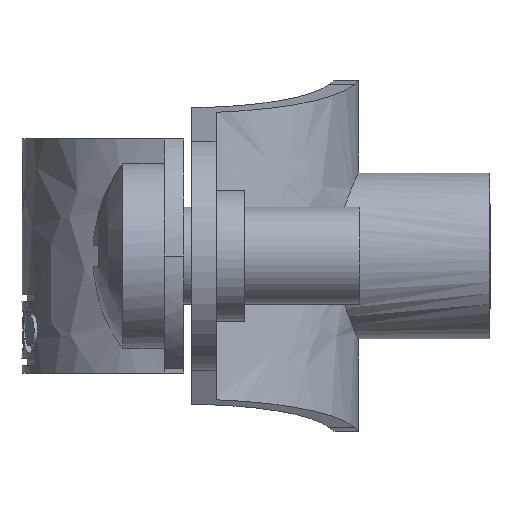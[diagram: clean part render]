
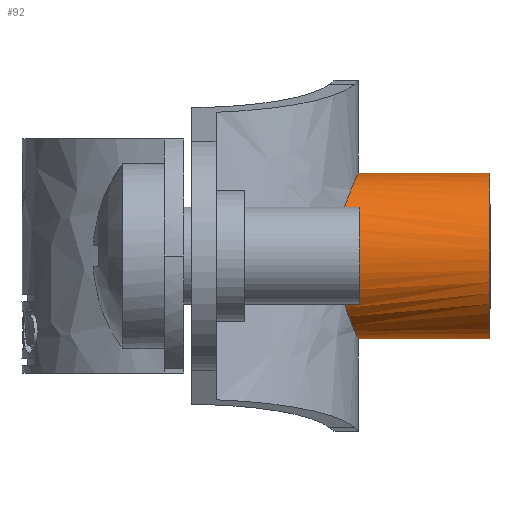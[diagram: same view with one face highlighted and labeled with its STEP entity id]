
A CAD part, left-side view. The second image highlights one B-rep face of the part: STEP entity #92.
In plain terms, the highlighted free-form (B-spline) face has degree [2, 1] with [5, 2] control points.
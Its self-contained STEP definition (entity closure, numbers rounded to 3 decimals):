
#92=ADVANCED_FACE('',(#312),#3486,.T.);
#312=FACE_OUTER_BOUND('',#539,.T.);
#539=EDGE_LOOP('',(#944,#945,#946,#947));
#944=ORIENTED_EDGE('',*,*,#1991,.F.);
#945=ORIENTED_EDGE('',*,*,#1993,.T.);
#946=ORIENTED_EDGE('',*,*,#1992,.T.);
#947=ORIENTED_EDGE('',*,*,#1990,.T.);
#1990=EDGE_CURVE('',#3123,#3064,#2537,.T.);
#1991=EDGE_CURVE('',#3075,#3064,#2860,.T.);
#1992=EDGE_CURVE('',#3074,#3123,#2861,.T.);
#1993=EDGE_CURVE('',#3075,#3074,#2862,.T.);
#2537=B_SPLINE_CURVE_WITH_KNOTS('',3,(#6984,#6985,#6986,#6987,#6988,#6989,
#6990,#6991,#6992,#6993,#6994,#6995,#6996,#6997,#6998,#6999,#7000,#7001,
#7002,#7003,#7004,#7005,#7006,#7007,#7008,#7009,#7010,#7011,#7012,#7013,
#7014,#7015,#7016,#7017,#7018,#7019,#7020,#7021,#7022,#7023,#7024,#7025,
#7026,#7027,#7028,#7029,#7030,#7031,#7032,#7033,#7034,#7035,#7036,#7037,
#7038,#7039,#7040,#7041,#7042,#7043,#7044,#7045,#7046,#7047,#7048,#7049,
#7050,#7051,#7052,#7053,#7054,#7055,#7056,#7057,#7058,#7059,#7060,#7061,
#7062,#7063,#7064,#7065),.UNSPECIFIED.,.F.,.F.,(4,2,2,2,2,2,2,2,2,2,2,2,
2,2,2,2,2,2,2,2,2,2,2,2,2,2,2,2,2,2,2,2,2,2,2,2,2,2,2,2,4),(0.,0.053,
0.106,0.159,0.212,0.319,
0.425,0.531,0.637,0.85,
1.062,1.275,1.7,2.125,2.549,
2.974,3.399,4.249,5.099,5.949,
6.799,7.648,8.498,9.348,10.198,
10.623,11.048,11.473,11.898,12.322,
12.535,12.747,12.96,13.066,13.172,
13.279,13.385,13.438,13.491,13.544,
13.597),.UNSPECIFIED.);
#2860=(
BOUNDED_CURVE()
B_SPLINE_CURVE(1,(#7066,#7067),.UNSPECIFIED.,.F.,.F.)
B_SPLINE_CURVE_WITH_KNOTS((2,2),(0.,6.75),.UNSPECIFIED.)
CURVE()
GEOMETRIC_REPRESENTATION_ITEM()
RATIONAL_B_SPLINE_CURVE((1.,1.))
REPRESENTATION_ITEM('')
);
#2861=(
BOUNDED_CURVE()
B_SPLINE_CURVE(1,(#7068,#7069),.UNSPECIFIED.,.F.,.F.)
B_SPLINE_CURVE_WITH_KNOTS((2,2),(0.,6.75),.UNSPECIFIED.)
CURVE()
GEOMETRIC_REPRESENTATION_ITEM()
RATIONAL_B_SPLINE_CURVE((1.,1.))
REPRESENTATION_ITEM('')
);
#2862=(
BOUNDED_CURVE()
B_SPLINE_CURVE(2,(#7070,#7071,#7072,#7073,#7074),.UNSPECIFIED.,.F.,.F.)
B_SPLINE_CURVE_WITH_KNOTS((3,2,3),(0.,6.676,13.352),
 .UNSPECIFIED.)
CURVE()
GEOMETRIC_REPRESENTATION_ITEM()
RATIONAL_B_SPLINE_CURVE((1.,0.707,1.,0.707,1.))
REPRESENTATION_ITEM('')
);
#3064=VERTEX_POINT('',#5235);
#3074=VERTEX_POINT('',#5245);
#3075=VERTEX_POINT('',#5246);
#3123=VERTEX_POINT('',#5294);
#3486=(
BOUNDED_SURFACE()
B_SPLINE_SURFACE(2,1,((#5034,#5035),(#5036,#5037),(#5038,#5039),(#5040,
#5041),(#5042,#5043)),.UNSPECIFIED.,.F.,.F.,.F.)
B_SPLINE_SURFACE_WITH_KNOTS((3,2,3),(2,2),(0.,6.676,13.352),
(0.,30.5),.UNSPECIFIED.)
GEOMETRIC_REPRESENTATION_ITEM()
RATIONAL_B_SPLINE_SURFACE(((1.,1.),(0.707,0.707),
(1.,1.),(0.707,0.707),(1.,1.)))
REPRESENTATION_ITEM('')
SURFACE()
);
#5034=CARTESIAN_POINT('',(-0.002,-6.75,4.75));
#5035=CARTESIAN_POINT('',(-0.002,23.75,4.75));
#5036=CARTESIAN_POINT('',(-4.252,-6.75,4.75));
#5037=CARTESIAN_POINT('',(-4.252,23.75,4.75));
#5038=CARTESIAN_POINT('',(-4.252,-6.75,9.));
#5039=CARTESIAN_POINT('',(-4.252,23.75,9.));
#5040=CARTESIAN_POINT('',(-4.252,-6.75,13.25));
#5041=CARTESIAN_POINT('',(-4.252,23.75,13.25));
#5042=CARTESIAN_POINT('',(-0.002,-6.75,13.25));
#5043=CARTESIAN_POINT('',(-0.002,23.75,13.25));
#5235=CARTESIAN_POINT('',(-0.002,0.,4.75));
#5245=CARTESIAN_POINT('',(-0.002,-6.75,13.25));
#5246=CARTESIAN_POINT('',(-0.002,-6.75,4.75));
#5294=CARTESIAN_POINT('',(-0.002,0.,13.25));
#6984=CARTESIAN_POINT('',(-0.002,0.,13.25));
#6985=CARTESIAN_POINT('',(-0.101,0.,13.25));
#6986=CARTESIAN_POINT('',(-0.198,0.002,13.246));
#6987=CARTESIAN_POINT('',(-0.368,0.007,13.235));
#6988=CARTESIAN_POINT('',(-0.444,0.011,13.228));
#6989=CARTESIAN_POINT('',(-0.579,0.019,13.211));
#6990=CARTESIAN_POINT('',(-0.64,0.023,13.202));
#6991=CARTESIAN_POINT('',(-0.752,0.032,13.184));
#6992=CARTESIAN_POINT('',(-0.804,0.037,13.174));
#6993=CARTESIAN_POINT('',(-0.949,0.051,13.144));
#6994=CARTESIAN_POINT('',(-1.032,0.061,13.124));
#6995=CARTESIAN_POINT('',(-1.186,0.08,13.082));
#6996=CARTESIAN_POINT('',(-1.256,0.09,13.061));
#6997=CARTESIAN_POINT('',(-1.387,0.11,13.019));
#6998=CARTESIAN_POINT('',(-1.447,0.12,12.997));
#6999=CARTESIAN_POINT('',(-1.561,0.14,12.954));
#7000=CARTESIAN_POINT('',(-1.615,0.15,12.932));
#7001=CARTESIAN_POINT('',(-1.769,0.18,12.867));
#7002=CARTESIAN_POINT('',(-1.861,0.199,12.823));
#7003=CARTESIAN_POINT('',(-2.032,0.238,12.735));
#7004=CARTESIAN_POINT('',(-2.111,0.258,12.691));
#7005=CARTESIAN_POINT('',(-2.259,0.296,12.602));
#7006=CARTESIAN_POINT('',(-2.328,0.315,12.558));
#7007=CARTESIAN_POINT('',(-2.525,0.37,12.424));
#7008=CARTESIAN_POINT('',(-2.64,0.407,12.335));
#7009=CARTESIAN_POINT('',(-2.852,0.476,12.156));
#7010=CARTESIAN_POINT('',(-2.948,0.51,12.066));
#7011=CARTESIAN_POINT('',(-3.124,0.575,11.887));
#7012=CARTESIAN_POINT('',(-3.204,0.607,11.797));
#7013=CARTESIAN_POINT('',(-3.353,0.667,11.617));
#7014=CARTESIAN_POINT('',(-3.421,0.695,11.527));
#7015=CARTESIAN_POINT('',(-3.547,0.75,11.347));
#7016=CARTESIAN_POINT('',(-3.605,0.776,11.257));
#7017=CARTESIAN_POINT('',(-3.765,0.85,10.987));
#7018=CARTESIAN_POINT('',(-3.854,0.893,10.806));
#7019=CARTESIAN_POINT('',(-4.003,0.968,10.445));
#7020=CARTESIAN_POINT('',(-4.064,1.,10.265));
#7021=CARTESIAN_POINT('',(-4.159,1.05,9.904));
#7022=CARTESIAN_POINT('',(-4.194,1.07,9.723));
#7023=CARTESIAN_POINT('',(-4.241,1.095,9.361));
#7024=CARTESIAN_POINT('',(-4.252,1.101,9.181));
#7025=CARTESIAN_POINT('',(-4.252,1.101,8.819));
#7026=CARTESIAN_POINT('',(-4.241,1.095,8.639));
#7027=CARTESIAN_POINT('',(-4.194,1.07,8.277));
#7028=CARTESIAN_POINT('',(-4.159,1.05,8.096));
#7029=CARTESIAN_POINT('',(-4.064,1.,7.735));
#7030=CARTESIAN_POINT('',(-4.003,0.968,7.555));
#7031=CARTESIAN_POINT('',(-3.854,0.893,7.194));
#7032=CARTESIAN_POINT('',(-3.765,0.85,7.013));
#7033=CARTESIAN_POINT('',(-3.605,0.776,6.743));
#7034=CARTESIAN_POINT('',(-3.547,0.75,6.653));
#7035=CARTESIAN_POINT('',(-3.421,0.695,6.473));
#7036=CARTESIAN_POINT('',(-3.353,0.667,6.383));
#7037=CARTESIAN_POINT('',(-3.204,0.607,6.203));
#7038=CARTESIAN_POINT('',(-3.124,0.575,6.113));
#7039=CARTESIAN_POINT('',(-2.948,0.51,5.934));
#7040=CARTESIAN_POINT('',(-2.852,0.476,5.844));
#7041=CARTESIAN_POINT('',(-2.64,0.407,5.665));
#7042=CARTESIAN_POINT('',(-2.525,0.37,5.576));
#7043=CARTESIAN_POINT('',(-2.328,0.315,5.442));
#7044=CARTESIAN_POINT('',(-2.259,0.296,5.398));
#7045=CARTESIAN_POINT('',(-2.111,0.258,5.309));
#7046=CARTESIAN_POINT('',(-2.032,0.238,5.265));
#7047=CARTESIAN_POINT('',(-1.861,0.199,5.177));
#7048=CARTESIAN_POINT('',(-1.769,0.18,5.133));
#7049=CARTESIAN_POINT('',(-1.615,0.15,5.068));
#7050=CARTESIAN_POINT('',(-1.561,0.14,5.046));
#7051=CARTESIAN_POINT('',(-1.447,0.12,5.003));
#7052=CARTESIAN_POINT('',(-1.387,0.11,4.981));
#7053=CARTESIAN_POINT('',(-1.256,0.09,4.939));
#7054=CARTESIAN_POINT('',(-1.186,0.08,4.918));
#7055=CARTESIAN_POINT('',(-1.032,0.061,4.876));
#7056=CARTESIAN_POINT('',(-0.949,0.051,4.856));
#7057=CARTESIAN_POINT('',(-0.804,0.037,4.826));
#7058=CARTESIAN_POINT('',(-0.752,0.032,4.816));
#7059=CARTESIAN_POINT('',(-0.64,0.023,4.798));
#7060=CARTESIAN_POINT('',(-0.579,0.019,4.789));
#7061=CARTESIAN_POINT('',(-0.444,0.011,4.772));
#7062=CARTESIAN_POINT('',(-0.368,0.007,4.765));
#7063=CARTESIAN_POINT('',(-0.198,0.002,4.754));
#7064=CARTESIAN_POINT('',(-0.101,0.,4.75));
#7065=CARTESIAN_POINT('',(-0.002,0.,4.75));
#7066=CARTESIAN_POINT('',(-0.002,-6.75,4.75));
#7067=CARTESIAN_POINT('',(-0.002,0.,4.75));
#7068=CARTESIAN_POINT('',(-0.002,-6.75,13.25));
#7069=CARTESIAN_POINT('',(-0.002,0.,13.25));
#7070=CARTESIAN_POINT('',(-0.002,-6.75,4.75));
#7071=CARTESIAN_POINT('',(-4.252,-6.75,4.75));
#7072=CARTESIAN_POINT('',(-4.252,-6.75,9.));
#7073=CARTESIAN_POINT('',(-4.252,-6.75,13.25));
#7074=CARTESIAN_POINT('',(-0.002,-6.75,13.25));
